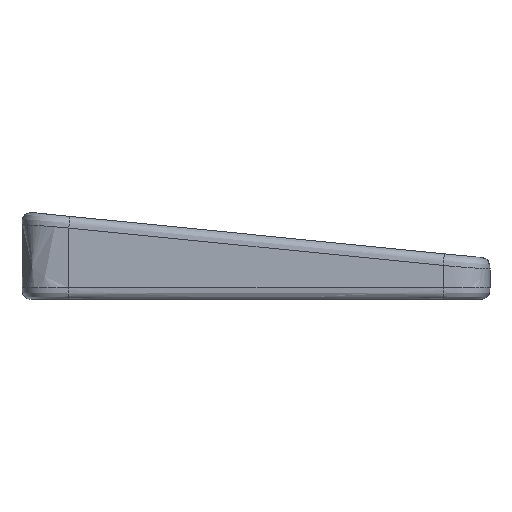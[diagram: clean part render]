
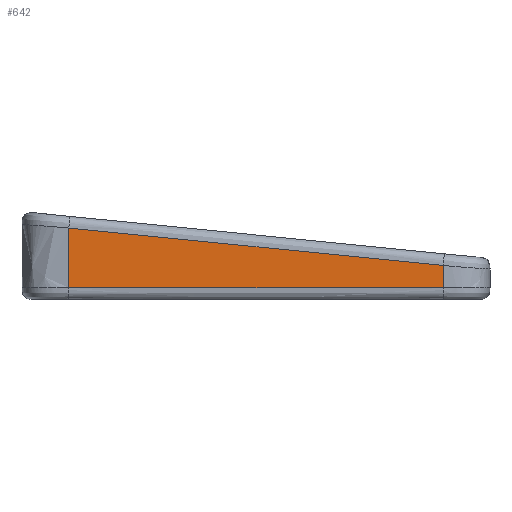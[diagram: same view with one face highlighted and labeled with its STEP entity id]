
A CAD part, left-side view. The second image highlights one B-rep face of the part: STEP entity #642.
In plain terms, the highlighted planar face has unit normal (-1, 0, 0).
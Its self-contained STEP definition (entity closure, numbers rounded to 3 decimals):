
#83 = CARTESIAN_POINT ( 'NONE',  ( -160.788, 32., 1.793 ) ) ;
#240 = DIRECTION ( 'NONE',  ( 0., 1., 0. ) ) ;
#275 = CARTESIAN_POINT ( 'NONE',  ( -160.788, -32., -1.21 ) ) ;
#317 = CARTESIAN_POINT ( 'NONE',  ( -160.788, 32., -5. ) ) ;
#599 = CARTESIAN_POINT ( 'NONE',  ( -160.788, 32., 5.19 ) ) ;
#602 = B_SPLINE_CURVE_WITH_KNOTS ( 'NONE', 3,
 ( #2883, #3122, #2648, #1029 ),
 .UNSPECIFIED., .F., .F.,
 ( 4, 4 ),
 ( 0.256, 0.742 ),
 .UNSPECIFIED. ) ;
#642 = ADVANCED_FACE ( 'NONE', ( #2043 ), #2361, .F. ) ;
#729 = B_SPLINE_CURVE_WITH_KNOTS ( 'NONE', 3,
 ( #317, #2379, #859, #1086 ),
 .UNSPECIFIED., .F., .F.,
 ( 4, 4 ),
 ( 0., 1. ),
 .UNSPECIFIED. ) ;
#765 = CARTESIAN_POINT ( 'NONE',  ( -160.788, -10.667, 0.923 ) ) ;
#859 = CARTESIAN_POINT ( 'NONE',  ( -160.788, -10.667, -5. ) ) ;
#1029 = CARTESIAN_POINT ( 'NONE',  ( -160.788, -32., -1.21 ) ) ;
#1036 = CARTESIAN_POINT ( 'NONE',  ( -160.788, -40., -7. ) ) ;
#1078 = EDGE_CURVE ( 'NONE', #2673, #2608, #2086, .T. ) ;
#1086 = CARTESIAN_POINT ( 'NONE',  ( -160.788, -32., -5. ) ) ;
#1144 = CARTESIAN_POINT ( 'NONE',  ( -160.788, 32., -1.603 ) ) ;
#1454 = ORIENTED_EDGE ( 'NONE', *, *, #2524, .T. ) ;
#1516 = CARTESIAN_POINT ( 'NONE',  ( -160.788, 10.667, 3.057 ) ) ;
#1537 = CARTESIAN_POINT ( 'NONE',  ( -160.788, -32., -1.21 ) ) ;
#1773 = EDGE_CURVE ( 'NONE', #2987, #2244, #602, .T. ) ;
#1844 = CARTESIAN_POINT ( 'NONE',  ( -160.788, 32., 5.19 ) ) ;
#1870 = ORIENTED_EDGE ( 'NONE', *, *, #1078, .T. ) ;
#2043 = FACE_OUTER_BOUND ( 'NONE', #2389, .T. ) ;
#2086 = B_SPLINE_CURVE_WITH_KNOTS ( 'NONE', 3,
 ( #599, #83, #1144, #2387 ),
 .UNSPECIFIED., .F., .F.,
 ( 4, 4 ),
 ( 0.142, 0.859 ),
 .UNSPECIFIED. ) ;
#2140 = ORIENTED_EDGE ( 'NONE', *, *, #3142, .T. ) ;
#2244 = VERTEX_POINT ( 'NONE', #1537 ) ;
#2361 = PLANE ( 'NONE',  #2388 ) ;
#2379 = CARTESIAN_POINT ( 'NONE',  ( -160.788, 10.667, -5. ) ) ;
#2387 = CARTESIAN_POINT ( 'NONE',  ( -160.788, 32., -5. ) ) ;
#2388 = AXIS2_PLACEMENT_3D ( 'NONE', #1036, #2577, #240 ) ;
#2389 = EDGE_LOOP ( 'NONE', ( #1870, #1454, #3360, #2140 ) ) ;
#2524 = EDGE_CURVE ( 'NONE', #2608, #2987, #729, .T. ) ;
#2577 = DIRECTION ( 'NONE',  ( 1., 0., 0. ) ) ;
#2608 = VERTEX_POINT ( 'NONE', #2940 ) ;
#2648 = CARTESIAN_POINT ( 'NONE',  ( -160.788, -32., -2.473 ) ) ;
#2673 = VERTEX_POINT ( 'NONE', #2688 ) ;
#2688 = CARTESIAN_POINT ( 'NONE',  ( -160.788, 32., 5.19 ) ) ;
#2731 = CARTESIAN_POINT ( 'NONE',  ( -160.788, -32., -5. ) ) ;
#2882 = B_SPLINE_CURVE_WITH_KNOTS ( 'NONE', 3,
 ( #275, #765, #1516, #1844 ),
 .UNSPECIFIED., .F., .F.,
 ( 4, 4 ),
 ( 0., 1. ),
 .UNSPECIFIED. ) ;
#2883 = CARTESIAN_POINT ( 'NONE',  ( -160.788, -32., -5. ) ) ;
#2940 = CARTESIAN_POINT ( 'NONE',  ( -160.788, 32., -5. ) ) ;
#2987 = VERTEX_POINT ( 'NONE', #2731 ) ;
#3122 = CARTESIAN_POINT ( 'NONE',  ( -160.788, -32., -3.737 ) ) ;
#3142 = EDGE_CURVE ( 'NONE', #2244, #2673, #2882, .T. ) ;
#3360 = ORIENTED_EDGE ( 'NONE', *, *, #1773, .T. ) ;
